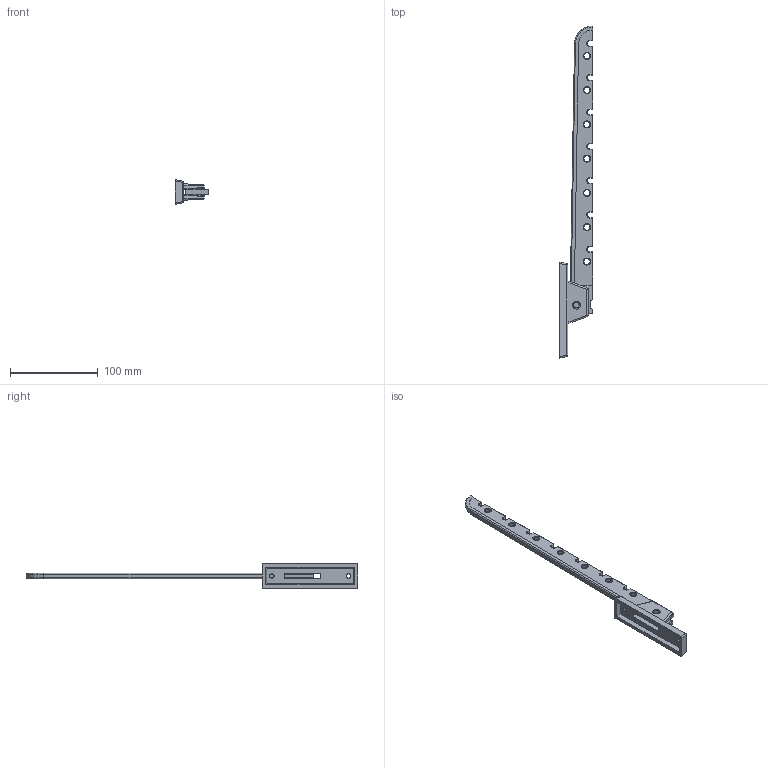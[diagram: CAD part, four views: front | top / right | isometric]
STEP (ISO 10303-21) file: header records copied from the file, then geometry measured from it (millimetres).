
FILE_DESCRIPTION(('Creo Elements/Direct Modeling STEP Export'),'2;1');
FILE_NAME('1141-330.stp','2021-12-16T12:45:51',(''),(''),'Creo Elements/Direct Modeling STEP processor for AP214 (Solid Model)','Creo Elements/Direct Modeling 20.0 12-Nov-2016 (C) Parametric Technology GmbH','');
FILE_SCHEMA(('AUTOMOTIVE_DESIGN { 1 0 10303 214 1 1 1 1 }'));
Length unit declared in the file: millimetre
Products named in the file (4): Grundplatte; Haken; Hülse; 1141-330
Assembly tree (3 placements, depth 2):
  1141-330
    Hülse
    Haken
    Grundplatte
Bounding box: 37.95 x 377.72 x 28 mm (x, y, z)
Volume: 59823.5 mm3; surface area: 32674.9 mm2
Topology: 3 solids, 3 shells, 306 faces, 739 edges, 400 vertices
Faces by surface type: cylinder 139, plane 65, torus 48, sphere 40, bspline 10, cone 4
Entity records: 9134 total; most frequent: CARTESIAN_POINT 2239, DIRECTION 1487, ORIENTED_EDGE 1398, EDGE_CURVE 699, AXIS2_PLACEMENT_3D 587, VERTEX_POINT 400, EDGE_LOOP 335, VECTOR 313
